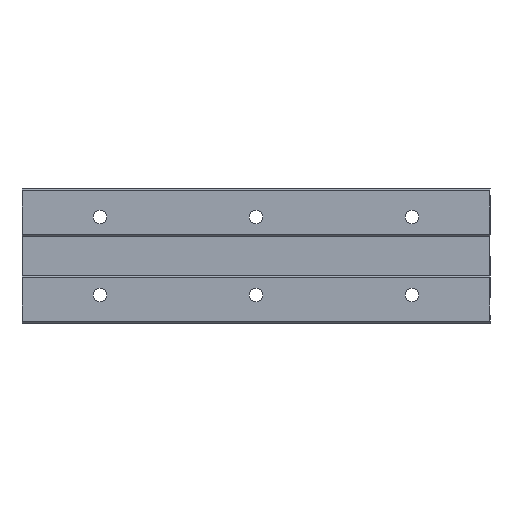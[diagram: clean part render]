
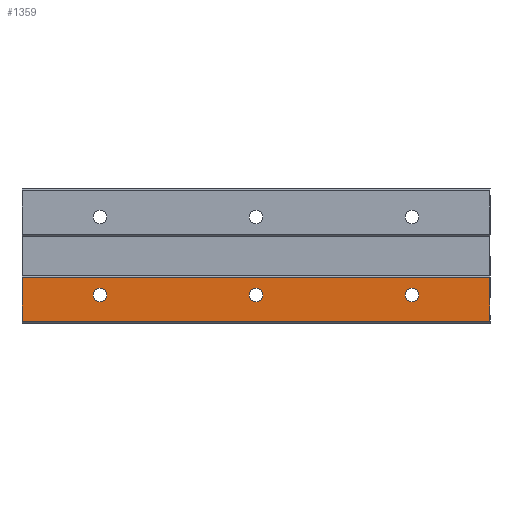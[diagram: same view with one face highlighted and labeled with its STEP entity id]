
A CAD part, front view. The second image highlights one B-rep face of the part: STEP entity #1359.
In plain terms, the highlighted planar face has unit normal (0, -1, 0).
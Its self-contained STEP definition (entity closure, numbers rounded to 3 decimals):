
#5 = VECTOR ( 'NONE', #1318, 1000. ) ;
#14 = DIRECTION ( 'NONE',  ( 0., -1., 0. ) ) ;
#71 = ORIENTED_EDGE ( 'NONE', *, *, #1564, .F. ) ;
#167 = CARTESIAN_POINT ( 'NONE',  ( 80., 0., -16.5 ) ) ;
#177 = DIRECTION ( 'NONE',  ( 0., -1., 0. ) ) ;
#183 = CARTESIAN_POINT ( 'NONE',  ( 80., 0., -20. ) ) ;
#204 = CARTESIAN_POINT ( 'NONE',  ( -40., 0., -33.5 ) ) ;
#227 = CARTESIAN_POINT ( 'NONE',  ( 160., 0., -16.5 ) ) ;
#229 = FACE_BOUND ( 'NONE', #1728, .T. ) ;
#251 = AXIS2_PLACEMENT_3D ( 'NONE', #339, #177, #949 ) ;
#288 = CIRCLE ( 'NONE', #1802, 3.5 ) ;
#314 = CARTESIAN_POINT ( 'NONE',  ( 0., 0., -16.5 ) ) ;
#339 = CARTESIAN_POINT ( 'NONE',  ( 160., 0., -20. ) ) ;
#349 = DIRECTION ( 'NONE',  ( 0., 0., 1. ) ) ;
#362 = CARTESIAN_POINT ( 'NONE',  ( 200., 0., -11. ) ) ;
#369 = CARTESIAN_POINT ( 'NONE',  ( -40., 0., -11. ) ) ;
#399 = CARTESIAN_POINT ( 'NONE',  ( 200., 0., -11. ) ) ;
#401 = DIRECTION ( 'NONE',  ( 1., 0., 0. ) ) ;
#414 = VERTEX_POINT ( 'NONE', #1798 ) ;
#432 = ORIENTED_EDGE ( 'NONE', *, *, #1416, .F. ) ;
#436 = DIRECTION ( 'NONE',  ( 0., -1., 0. ) ) ;
#468 = CARTESIAN_POINT ( 'NONE',  ( 0., 0., -20. ) ) ;
#490 = ORIENTED_EDGE ( 'NONE', *, *, #1755, .F. ) ;
#491 = LINE ( 'NONE', #630, #1864 ) ;
#513 = EDGE_LOOP ( 'NONE', ( #432, #490, #744, #1795 ) ) ;
#522 = DIRECTION ( 'NONE',  ( 0., 0., 1. ) ) ;
#540 = CARTESIAN_POINT ( 'NONE',  ( 0., 0., -23.5 ) ) ;
#558 = DIRECTION ( 'NONE',  ( 0., 0., 1. ) ) ;
#571 = CARTESIAN_POINT ( 'NONE',  ( 200., 0., -33.5 ) ) ;
#585 = DIRECTION ( 'NONE',  ( -1., 0., 0. ) ) ;
#614 = CIRCLE ( 'NONE', #1703, 3.5 ) ;
#629 = VERTEX_POINT ( 'NONE', #540 ) ;
#630 = CARTESIAN_POINT ( 'NONE',  ( -40., 0., -11. ) ) ;
#661 = EDGE_CURVE ( 'NONE', #1694, #1863, #614, .T. ) ;
#686 = AXIS2_PLACEMENT_3D ( 'NONE', #1932, #1328, #522 ) ;
#732 = ORIENTED_EDGE ( 'NONE', *, *, #1029, .F. ) ;
#744 = ORIENTED_EDGE ( 'NONE', *, *, #1259, .F. ) ;
#756 = AXIS2_PLACEMENT_3D ( 'NONE', #362, #1332, #558 ) ;
#778 = EDGE_LOOP ( 'NONE', ( #71, #732 ) ) ;
#805 = DIRECTION ( 'NONE',  ( 0., -1., 0. ) ) ;
#829 = ORIENTED_EDGE ( 'NONE', *, *, #1648, .F. ) ;
#845 = CIRCLE ( 'NONE', #1106, 3.5 ) ;
#867 = VERTEX_POINT ( 'NONE', #204 ) ;
#869 = DIRECTION ( 'NONE',  ( 0., -1., 0. ) ) ;
#875 = CIRCLE ( 'NONE', #686, 3.5 ) ;
#898 = CARTESIAN_POINT ( 'NONE',  ( 160., 0., -23.5 ) ) ;
#949 = DIRECTION ( 'NONE',  ( 0., 0., 1. ) ) ;
#951 = CIRCLE ( 'NONE', #1541, 3.5 ) ;
#958 = ORIENTED_EDGE ( 'NONE', *, *, #661, .F. ) ;
#986 = CIRCLE ( 'NONE', #251, 3.5 ) ;
#1029 = EDGE_CURVE ( 'NONE', #629, #1987, #288, .T. ) ;
#1059 = CARTESIAN_POINT ( 'NONE',  ( 160., 0., -20. ) ) ;
#1070 = CARTESIAN_POINT ( 'NONE',  ( 200., 0., -11. ) ) ;
#1072 = LINE ( 'NONE', #1822, #1409 ) ;
#1106 = AXIS2_PLACEMENT_3D ( 'NONE', #183, #14, #1730 ) ;
#1140 = LINE ( 'NONE', #399, #5 ) ;
#1143 = FACE_BOUND ( 'NONE', #778, .T. ) ;
#1154 = ORIENTED_EDGE ( 'NONE', *, *, #1563, .F. ) ;
#1174 = CARTESIAN_POINT ( 'NONE',  ( 200., 0., -11. ) ) ;
#1178 = EDGE_CURVE ( 'NONE', #867, #1287, #491, .T. ) ;
#1221 = DIRECTION ( 'NONE',  ( 0., 0., 1. ) ) ;
#1234 = CARTESIAN_POINT ( 'NONE',  ( 0., 0., -20. ) ) ;
#1248 = ORIENTED_EDGE ( 'NONE', *, *, #1982, .F. ) ;
#1254 = DIRECTION ( 'NONE',  ( 0., 0., 1. ) ) ;
#1259 = EDGE_CURVE ( 'NONE', #1287, #1842, #1508, .T. ) ;
#1287 = VERTEX_POINT ( 'NONE', #369 ) ;
#1318 = DIRECTION ( 'NONE',  ( 0., 0., -1. ) ) ;
#1328 = DIRECTION ( 'NONE',  ( 0., -1., 0. ) ) ;
#1332 = DIRECTION ( 'NONE',  ( 0., 1., 0. ) ) ;
#1359 = ADVANCED_FACE ( 'NONE', ( #1498, #1143, #1969, #229 ), #1475, .F. ) ;
#1409 = VECTOR ( 'NONE', #585, 1000. ) ;
#1416 = EDGE_CURVE ( 'NONE', #1906, #867, #1072, .T. ) ;
#1475 = PLANE ( 'NONE',  #756 ) ;
#1498 = FACE_OUTER_BOUND ( 'NONE', #513, .T. ) ;
#1508 = LINE ( 'NONE', #1174, #1964 ) ;
#1526 = VERTEX_POINT ( 'NONE', #167 ) ;
#1541 = AXIS2_PLACEMENT_3D ( 'NONE', #468, #805, #349 ) ;
#1556 = DIRECTION ( 'NONE',  ( 0., 0., 1. ) ) ;
#1563 = EDGE_CURVE ( 'NONE', #1863, #1694, #986, .T. ) ;
#1564 = EDGE_CURVE ( 'NONE', #1987, #629, #951, .T. ) ;
#1648 = EDGE_CURVE ( 'NONE', #414, #1526, #875, .T. ) ;
#1694 = VERTEX_POINT ( 'NONE', #227 ) ;
#1703 = AXIS2_PLACEMENT_3D ( 'NONE', #1059, #869, #1221 ) ;
#1728 = EDGE_LOOP ( 'NONE', ( #1248, #829 ) ) ;
#1730 = DIRECTION ( 'NONE',  ( 0., 0., 1. ) ) ;
#1755 = EDGE_CURVE ( 'NONE', #1842, #1906, #1140, .T. ) ;
#1795 = ORIENTED_EDGE ( 'NONE', *, *, #1178, .F. ) ;
#1798 = CARTESIAN_POINT ( 'NONE',  ( 80., 0., -23.5 ) ) ;
#1802 = AXIS2_PLACEMENT_3D ( 'NONE', #1234, #436, #1556 ) ;
#1822 = CARTESIAN_POINT ( 'NONE',  ( 200., 0., -33.5 ) ) ;
#1842 = VERTEX_POINT ( 'NONE', #1070 ) ;
#1848 = EDGE_LOOP ( 'NONE', ( #958, #1154 ) ) ;
#1863 = VERTEX_POINT ( 'NONE', #898 ) ;
#1864 = VECTOR ( 'NONE', #1254, 1000. ) ;
#1906 = VERTEX_POINT ( 'NONE', #571 ) ;
#1932 = CARTESIAN_POINT ( 'NONE',  ( 80., 0., -20. ) ) ;
#1964 = VECTOR ( 'NONE', #401, 1000. ) ;
#1969 = FACE_BOUND ( 'NONE', #1848, .T. ) ;
#1982 = EDGE_CURVE ( 'NONE', #1526, #414, #845, .T. ) ;
#1987 = VERTEX_POINT ( 'NONE', #314 ) ;
